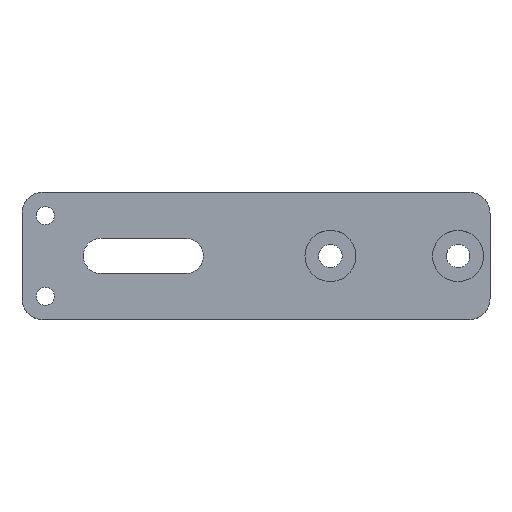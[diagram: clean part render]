
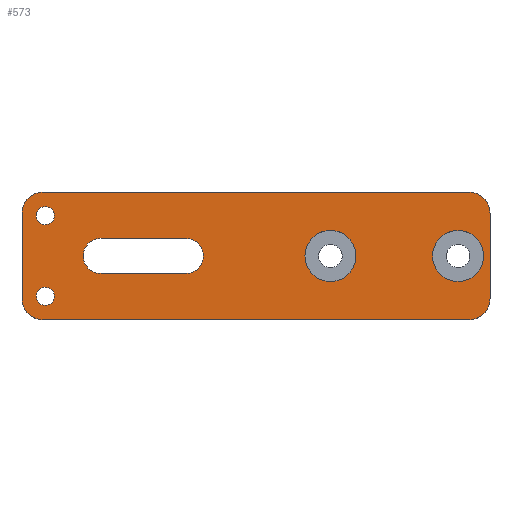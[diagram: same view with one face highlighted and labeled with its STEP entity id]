
A CAD part, top view. The second image highlights one B-rep face of the part: STEP entity #573.
In plain terms, the highlighted planar face has unit normal (0, 0, 1).
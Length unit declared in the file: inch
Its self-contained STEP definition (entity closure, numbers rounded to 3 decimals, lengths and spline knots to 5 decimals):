
#18=FACE_BOUND('',#107,.T.);
#19=FACE_BOUND('',#108,.T.);
#20=FACE_BOUND('',#109,.T.);
#21=FACE_BOUND('',#110,.T.);
#22=FACE_BOUND('',#111,.T.);
#41=PLANE('',#656);
#72=FACE_OUTER_BOUND('',#106,.T.);
#106=EDGE_LOOP('',(#492,#493,#494,#495,#496,#497,#498,#499));
#107=EDGE_LOOP('',(#500));
#108=EDGE_LOOP('',(#501,#502,#503,#504));
#109=EDGE_LOOP('',(#505));
#110=EDGE_LOOP('',(#506));
#111=EDGE_LOOP('',(#507));
#121=LINE('',#846,#167);
#125=LINE('',#858,#171);
#150=LINE('',#955,#196);
#154=LINE('',#967,#200);
#158=LINE('',#979,#204);
#162=LINE('',#990,#208);
#167=VECTOR('',#671,0.03937);
#171=VECTOR('',#683,0.03937);
#196=VECTOR('',#790,0.03937);
#200=VECTOR('',#802,0.03937);
#204=VECTOR('',#814,0.03937);
#208=VECTOR('',#826,0.03937);
#210=CIRCLE('',#596,0.16732);
#213=CIRCLE('',#601,0.32495);
#215=CIRCLE('',#605,0.32495);
#224=CIRCLE('',#624,0.16732);
#228=CIRCLE('',#630,0.47244);
#232=CIRCLE('',#637,0.47244);
#234=CIRCLE('',#641,0.3937);
#236=CIRCLE('',#645,0.3937);
#238=CIRCLE('',#649,0.3937);
#240=CIRCLE('',#653,0.3937);
#242=VERTEX_POINT('',#834);
#246=VERTEX_POINT('',#843);
#247=VERTEX_POINT('',#845);
#249=VERTEX_POINT('',#851);
#251=VERTEX_POINT('',#857);
#268=VERTEX_POINT('',#913);
#272=VERTEX_POINT('',#924);
#276=VERTEX_POINT('',#937);
#278=VERTEX_POINT('',#945);
#279=VERTEX_POINT('',#946);
#282=VERTEX_POINT('',#954);
#284=VERTEX_POINT('',#960);
#286=VERTEX_POINT('',#966);
#288=VERTEX_POINT('',#972);
#290=VERTEX_POINT('',#978);
#292=VERTEX_POINT('',#984);
#294=EDGE_CURVE('',#242,#242,#210,.T.);
#299=EDGE_CURVE('',#247,#246,#121,.T.);
#302=EDGE_CURVE('',#249,#247,#213,.T.);
#305=EDGE_CURVE('',#251,#249,#125,.T.);
#308=EDGE_CURVE('',#246,#251,#215,.T.);
#333=EDGE_CURVE('',#268,#268,#224,.T.);
#338=EDGE_CURVE('',#272,#272,#228,.T.);
#344=EDGE_CURVE('',#276,#276,#232,.T.);
#348=EDGE_CURVE('',#278,#279,#234,.T.);
#352=EDGE_CURVE('',#279,#282,#150,.T.);
#355=EDGE_CURVE('',#282,#284,#236,.T.);
#358=EDGE_CURVE('',#284,#286,#154,.T.);
#361=EDGE_CURVE('',#286,#288,#238,.T.);
#364=EDGE_CURVE('',#290,#288,#158,.T.);
#367=EDGE_CURVE('',#290,#292,#240,.T.);
#370=EDGE_CURVE('',#292,#278,#162,.T.);
#492=ORIENTED_EDGE('',*,*,#370,.T.);
#493=ORIENTED_EDGE('',*,*,#348,.T.);
#494=ORIENTED_EDGE('',*,*,#352,.T.);
#495=ORIENTED_EDGE('',*,*,#355,.T.);
#496=ORIENTED_EDGE('',*,*,#358,.T.);
#497=ORIENTED_EDGE('',*,*,#361,.T.);
#498=ORIENTED_EDGE('',*,*,#364,.F.);
#499=ORIENTED_EDGE('',*,*,#367,.T.);
#500=ORIENTED_EDGE('',*,*,#294,.T.);
#501=ORIENTED_EDGE('',*,*,#299,.T.);
#502=ORIENTED_EDGE('',*,*,#308,.T.);
#503=ORIENTED_EDGE('',*,*,#305,.T.);
#504=ORIENTED_EDGE('',*,*,#302,.T.);
#505=ORIENTED_EDGE('',*,*,#333,.T.);
#506=ORIENTED_EDGE('',*,*,#338,.T.);
#507=ORIENTED_EDGE('',*,*,#344,.T.);
#573=ADVANCED_FACE('',(#72,#18,#19,#20,#21,#22),#41,.T.);
#596=AXIS2_PLACEMENT_3D('',#835,#662,#663);
#601=AXIS2_PLACEMENT_3D('',#852,#677,#678);
#605=AXIS2_PLACEMENT_3D('',#862,#689,#690);
#624=AXIS2_PLACEMENT_3D('',#914,#743,#744);
#630=AXIS2_PLACEMENT_3D('',#925,#756,#757);
#637=AXIS2_PLACEMENT_3D('',#938,#772,#773);
#641=AXIS2_PLACEMENT_3D('',#947,#782,#783);
#645=AXIS2_PLACEMENT_3D('',#961,#795,#796);
#649=AXIS2_PLACEMENT_3D('',#973,#807,#808);
#653=AXIS2_PLACEMENT_3D('',#985,#819,#820);
#656=AXIS2_PLACEMENT_3D('',#992,#828,#829);
#662=DIRECTION('center_axis',(0.,0.,
-1.));
#663=DIRECTION('ref_axis',(-1.,0.,0.));
#671=DIRECTION('',(1.,0.,0.));
#677=DIRECTION('center_axis',(0.,0.,
-1.));
#678=DIRECTION('ref_axis',(0.031,1.,0.));
#683=DIRECTION('',(-1.,0.,0.));
#689=DIRECTION('center_axis',(0.,0.,
-1.));
#690=DIRECTION('ref_axis',(-0.031,-1.,0.));
#743=DIRECTION('center_axis',(0.,0.,
-1.));
#744=DIRECTION('ref_axis',(-1.,0.,0.));
#756=DIRECTION('center_axis',(0.,0.,
-1.));
#757=DIRECTION('ref_axis',(-1.,0.,0.));
#772=DIRECTION('center_axis',(0.,0.,
-1.));
#773=DIRECTION('ref_axis',(-1.,0.,0.));
#782=DIRECTION('center_axis',(0.,0.,1.));
#783=DIRECTION('ref_axis',(1.,0.,0.));
#790=DIRECTION('',(-1.,0.,0.));
#795=DIRECTION('center_axis',(0.,0.,1.));
#796=DIRECTION('ref_axis',(0.,1.,0.));
#802=DIRECTION('',(0.,-1.,0.));
#807=DIRECTION('center_axis',(0.,0.,1.));
#808=DIRECTION('ref_axis',(-1.,0.,0.));
#814=DIRECTION('',(-1.,0.,0.));
#819=DIRECTION('center_axis',(0.,0.,1.));
#820=DIRECTION('ref_axis',(0.,-1.,0.));
#826=DIRECTION('',(0.,1.,0.));
#828=DIRECTION('center_axis',(0.,0.,
1.));
#829=DIRECTION('ref_axis',(1.,0.,0.));
#834=CARTESIAN_POINT('',(0.16732,1.49606,0.));
#835=CARTESIAN_POINT('Origin',(0.,1.49606,0.));
#843=CARTESIAN_POINT('',(2.58858,1.07283,0.));
#845=CARTESIAN_POINT('',(1.03347,1.07283,0.));
#846=CARTESIAN_POINT('',(2.46555,1.07283,0.));
#851=CARTESIAN_POINT('',(1.03347,0.42323,0.));
#852=CARTESIAN_POINT('Origin',(1.02355,0.74803,0.));
#857=CARTESIAN_POINT('',(2.58858,0.42323,0.));
#858=CARTESIAN_POINT('',(3.24311,0.42323,0.));
#862=CARTESIAN_POINT('Origin',(2.5985,0.74803,0.));
#913=CARTESIAN_POINT('',(0.16732,0.,0.));
#914=CARTESIAN_POINT('Origin',(0.,0.,0.));
#924=CARTESIAN_POINT('',(8.11024,0.74803,0.));
#925=CARTESIAN_POINT('Origin',(7.6378,0.74803,0.));
#937=CARTESIAN_POINT('',(5.74803,0.74803,0.));
#938=CARTESIAN_POINT('Origin',(5.27559,0.74803,0.));
#945=CARTESIAN_POINT('',(8.22835,1.53543,0.));
#946=CARTESIAN_POINT('',(7.83465,1.92913,0.));
#947=CARTESIAN_POINT('Origin',(7.83465,1.53543,0.));
#954=CARTESIAN_POINT('',(-0.03937,1.92913,0.));
#955=CARTESIAN_POINT('',(7.83465,1.92913,0.));
#960=CARTESIAN_POINT('',(-0.43307,1.53543,0.));
#961=CARTESIAN_POINT('Origin',(-0.03937,1.53543,0.));
#966=CARTESIAN_POINT('',(-0.43307,-0.03937,0.));
#967=CARTESIAN_POINT('',(-0.43307,1.53543,0.));
#972=CARTESIAN_POINT('',(-0.03937,-0.43307,0.));
#973=CARTESIAN_POINT('Origin',(-0.03937,-0.03937,0.));
#978=CARTESIAN_POINT('',(7.83465,-0.43307,0.));
#979=CARTESIAN_POINT('',(7.83465,-0.43307,0.));
#984=CARTESIAN_POINT('',(8.22835,-0.03937,0.));
#985=CARTESIAN_POINT('Origin',(7.83465,-0.03937,0.));
#990=CARTESIAN_POINT('',(8.22835,-0.03937,0.));
#992=CARTESIAN_POINT('Origin',(3.89764,0.74803,0.));
